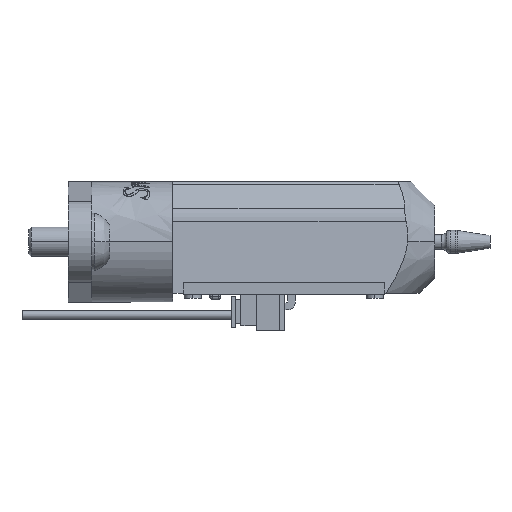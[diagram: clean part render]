
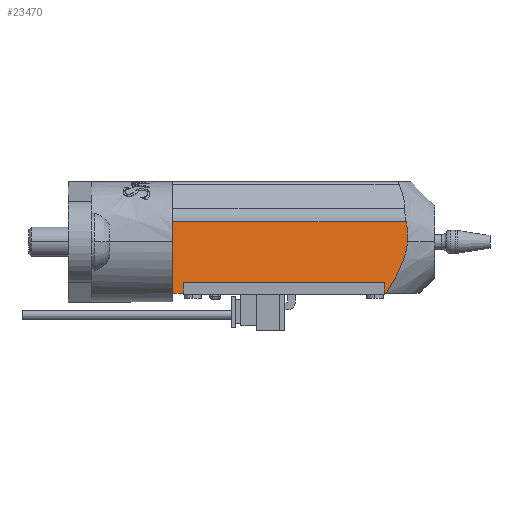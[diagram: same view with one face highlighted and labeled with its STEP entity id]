
A CAD part, left-side view. The second image highlights one B-rep face of the part: STEP entity #23470.
In plain terms, the highlighted face is planar.
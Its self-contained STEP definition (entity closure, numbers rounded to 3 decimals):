
#1907=DIRECTION('',(0.087,0.,0.996));
#1908=VECTOR('',#1907,6.854);
#1909=CARTESIAN_POINT('',(5.903,-10.,-1.928));
#1910=LINE('',#1909,#1908);
#3122=DIRECTION('',(0.,-1.,0.));
#3123=VECTOR('',#3122,1.);
#3124=CARTESIAN_POINT('',(6.5,-10.,4.9));
#3125=LINE('',#3124,#3123);
#3165=DIRECTION('',(0.,-1.,0.));
#3166=VECTOR('',#3165,0.16);
#3167=CARTESIAN_POINT('',(6.5,-30.2,4.9));
#3168=LINE('',#3167,#3166);
#3190=CARTESIAN_POINT('',(6.5,-30.36,4.9));
#3263=DIRECTION('',(0.,1.,0.));
#3264=VECTOR('',#3263,22.29);
#3265=CARTESIAN_POINT('',(5.903,-32.29,
-1.928));
#3266=LINE('',#3265,#3264);
#3270=CARTESIAN_POINT('',(6.071,-32.429,0.));
#3271=CARTESIAN_POINT('',(6.053,-32.447,
-0.213));
#3272=CARTESIAN_POINT('',(6.015,-32.462,
-0.64));
#3273=CARTESIAN_POINT('',(5.959,-32.416,
-1.279));
#3274=CARTESIAN_POINT('',(5.922,-32.34,
-1.711));
#3275=CARTESIAN_POINT('',(5.903,-32.29,
-1.928));
#3280=CARTESIAN_POINT('',(6.5,-30.36,4.9));
#3281=CARTESIAN_POINT('',(6.471,-30.582,4.569));
#3282=CARTESIAN_POINT('',(6.415,-30.988,3.932));
#3283=CARTESIAN_POINT('',(6.339,-31.476,3.056));
#3284=CARTESIAN_POINT('',(6.268,-31.855,2.246));
#3285=CARTESIAN_POINT('',(6.201,-32.138,1.48));
#3286=CARTESIAN_POINT('',(6.136,-32.335,0.736));
#3287=CARTESIAN_POINT('',(6.093,-32.407,
0.244));
#3288=CARTESIAN_POINT('',(6.071,-32.429,0.));
#3293=DIRECTION('',(-0.087,0.,-0.996));
#3294=VECTOR('',#3293,1.004);
#3295=CARTESIAN_POINT('',(6.5,-30.2,4.9));
#3296=LINE('',#3295,#3294);
#3300=DIRECTION('',(0.,1.,0.));
#3301=VECTOR('',#3300,19.2);
#3302=CARTESIAN_POINT('',(6.413,-30.2,3.9));
#3303=LINE('',#3302,#3301);
#3307=DIRECTION('',(-0.087,0.,-0.996));
#3308=VECTOR('',#3307,1.004);
#3309=CARTESIAN_POINT('',(6.5,-11.,4.9));
#3310=LINE('',#3309,#3308);
#3319=CARTESIAN_POINT('',(5.903,-32.29,
-1.928));
#19885=CARTESIAN_POINT('',(6.5,-10.,4.9));
#19886=VERTEX_POINT('',#19885);
#19894=VERTEX_POINT('',#3190);
#19896=VERTEX_POINT('',#3288);
#19927=CARTESIAN_POINT('',(6.413,-30.2,3.9));
#19928=CARTESIAN_POINT('',(6.413,-11.,3.9));
#19929=VERTEX_POINT('',#19927);
#19930=VERTEX_POINT('',#19928);
#19931=CARTESIAN_POINT('',(6.5,-30.2,4.9));
#19932=VERTEX_POINT('',#19931);
#19933=CARTESIAN_POINT('',(6.5,-11.,4.9));
#19934=VERTEX_POINT('',#19933);
#20383=CARTESIAN_POINT('',(5.903,-10.,-1.928));
#20385=VERTEX_POINT('',#20383);
#20389=VERTEX_POINT('',#3319);
#23449=CARTESIAN_POINT('',(5.844,-10.,-2.6));
#23450=DIRECTION('',(0.996,0.,-0.087));
#23451=DIRECTION('',(0.087,0.,0.996));
#23452=AXIS2_PLACEMENT_3D('',#23449,#23450,#23451);
#23453=PLANE('',#23452);
#23454=ORIENTED_EDGE('',*,*,#22969,.F.);
#23456=ORIENTED_EDGE('',*,*,#23455,.F.);
#23458=ORIENTED_EDGE('',*,*,#23457,.F.);
#23459=ORIENTED_EDGE('',*,*,#23425,.F.);
#23461=ORIENTED_EDGE('',*,*,#23460,.T.);
#23463=ORIENTED_EDGE('',*,*,#23462,.T.);
#23465=ORIENTED_EDGE('',*,*,#23464,.F.);
#23466=ORIENTED_EDGE('',*,*,#23394,.F.);
#23467=ORIENTED_EDGE('',*,*,#22920,.F.);
#23468=EDGE_LOOP('',(#23454,#23456,#23458,#23459,#23461,#23463,#23465,#23466,
#23467));
#23469=FACE_OUTER_BOUND('',#23468,.F.);
#3276=B_SPLINE_CURVE_WITH_KNOTS('',3,(#3270,#3271,#3272,#3273,#3274,#3275),
.UNSPECIFIED.,.F.,.F.,(4,1,1,4),(0.,0.333,0.667,1.),
.UNSPECIFIED.);
#3289=B_SPLINE_CURVE_WITH_KNOTS('',3,(#3280,#3281,#3282,#3283,#3284,#3285,#3286,
#3287,#3288),.UNSPECIFIED.,.F.,.F.,(4,1,1,1,1,1,4),(0.,0.167,
0.333,0.5,0.667,0.833,1.),
.UNSPECIFIED.);
#22920=EDGE_CURVE('',#20385,#19886,#1910,.T.);
#22969=EDGE_CURVE('',#20389,#20385,#3266,.T.);
#23394=EDGE_CURVE('',#19886,#19934,#3125,.T.);
#23425=EDGE_CURVE('',#19932,#19894,#3168,.T.);
#23455=EDGE_CURVE('',#19896,#20389,#3276,.T.);
#23457=EDGE_CURVE('',#19894,#19896,#3289,.T.);
#23460=EDGE_CURVE('',#19932,#19929,#3296,.T.);
#23462=EDGE_CURVE('',#19929,#19930,#3303,.T.);
#23464=EDGE_CURVE('',#19934,#19930,#3310,.T.);
#23470=ADVANCED_FACE('',(#23469),#23453,.T.);
